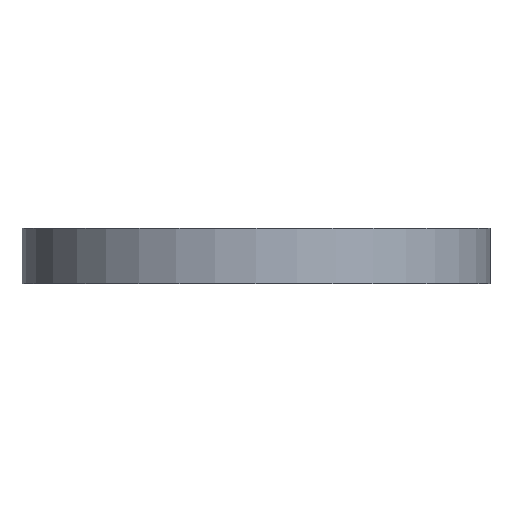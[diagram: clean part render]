
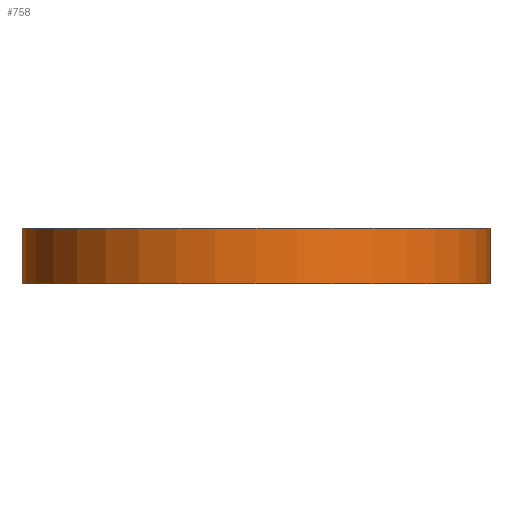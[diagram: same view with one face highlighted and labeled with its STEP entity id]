
A CAD part, front view. The second image highlights one B-rep face of the part: STEP entity #758.
In plain terms, the highlighted cylindrical face has radius 92.5 mm (diameter 185 mm), a partial arc.
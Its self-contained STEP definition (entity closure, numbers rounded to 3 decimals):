
#11 = CIRCLE ( 'NONE', #12, 92.5 ) ;
#12 = AXIS2_PLACEMENT_3D ( 'NONE', #386, #401, #402 ) ;
#70 = AXIS2_PLACEMENT_3D ( 'NONE', #87, #85, #84 ) ;
#84 = DIRECTION ( 'NONE',  ( 1., 0., 0. ) ) ;
#85 = DIRECTION ( 'NONE',  ( 0., 0., 1. ) ) ;
#87 = CARTESIAN_POINT ( 'NONE',  ( 0., 0., -62. ) ) ;
#88 = CYLINDRICAL_SURFACE ( 'NONE', #70, 92.5 ) ;
#89 = FACE_OUTER_BOUND ( 'NONE', #601, .T. ) ;
#105 = VECTOR ( 'NONE', #128, 1000. ) ;
#119 = CARTESIAN_POINT ( 'NONE',  ( -92.5, 0., -22. ) ) ;
#128 = DIRECTION ( 'NONE',  ( 0., 0., 1. ) ) ;
#129 = AXIS2_PLACEMENT_3D ( 'NONE', #251, #468, #475 ) ;
#130 = CARTESIAN_POINT ( 'NONE',  ( -92.5, 0., -62. ) ) ;
#131 = LINE ( 'NONE', #130, #105 ) ;
#139 = DIRECTION ( 'NONE',  ( 0., 0., 1. ) ) ;
#140 = CARTESIAN_POINT ( 'NONE',  ( 92.5, 0., -62. ) ) ;
#141 = LINE ( 'NONE', #140, #144 ) ;
#144 = VECTOR ( 'NONE', #139, 1000. ) ;
#149 = CARTESIAN_POINT ( 'NONE',  ( 92.5, 0., -22. ) ) ;
#153 = CARTESIAN_POINT ( 'NONE',  ( 92.5, 0., 0. ) ) ;
#251 = CARTESIAN_POINT ( 'NONE',  ( 0., 0., -22. ) ) ;
#294 = EDGE_CURVE ( 'NONE', #517, #588, #11, .T. ) ;
#324 = CARTESIAN_POINT ( 'NONE',  ( -92.5, 0., 0. ) ) ;
#350 = CIRCLE ( 'NONE', #129, 92.5 ) ;
#386 = CARTESIAN_POINT ( 'NONE',  ( 0., 0., 0. ) ) ;
#401 = DIRECTION ( 'NONE',  ( 0., 0., 1. ) ) ;
#402 = DIRECTION ( 'NONE',  ( 1., 0., 0. ) ) ;
#468 = DIRECTION ( 'NONE',  ( 0., 0., -1. ) ) ;
#475 = DIRECTION ( 'NONE',  ( -1., 0., 0. ) ) ;
#515 = EDGE_CURVE ( 'NONE', #597, #704, #350, .T. ) ;
#517 = VERTEX_POINT ( 'NONE', #324 ) ;
#588 = VERTEX_POINT ( 'NONE', #153 ) ;
#597 = VERTEX_POINT ( 'NONE', #149 ) ;
#601 = EDGE_LOOP ( 'NONE', ( #611, #613, #614, #624 ) ) ;
#611 = ORIENTED_EDGE ( 'NONE', *, *, #635, .F. ) ;
#613 = ORIENTED_EDGE ( 'NONE', *, *, #515, .F. ) ;
#614 = ORIENTED_EDGE ( 'NONE', *, *, #617, .T. ) ;
#617 = EDGE_CURVE ( 'NONE', #597, #588, #141, .T. ) ;
#624 = ORIENTED_EDGE ( 'NONE', *, *, #294, .F. ) ;
#635 = EDGE_CURVE ( 'NONE', #704, #517, #131, .T. ) ;
#704 = VERTEX_POINT ( 'NONE', #119 ) ;
#758 = ADVANCED_FACE ( 'NONE', ( #89 ), #88, .T. ) ;
